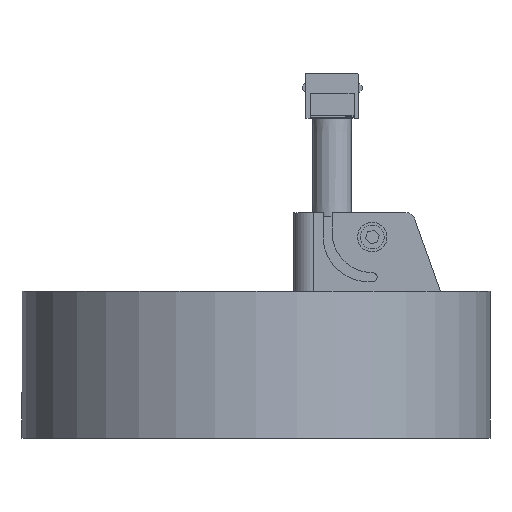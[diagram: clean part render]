
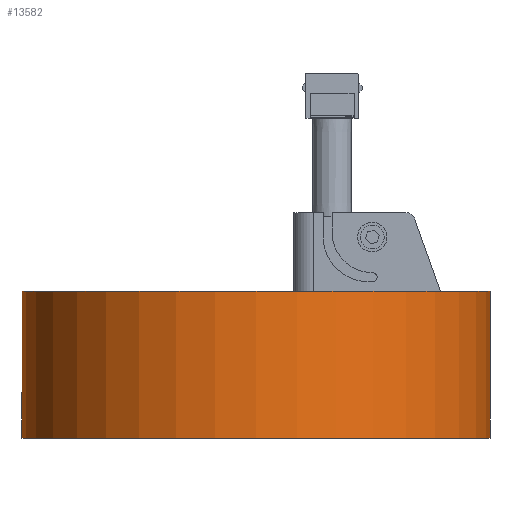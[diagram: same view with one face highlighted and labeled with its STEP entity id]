
A CAD part, left-side view. The second image highlights one B-rep face of the part: STEP entity #13582.
In plain terms, the highlighted cylindrical face has radius 47.715 mm (diameter 95.43 mm), a full revolution.
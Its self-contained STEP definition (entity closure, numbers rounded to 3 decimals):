
#1437=FACE_OUTER_BOUND('',#2210,.T.);
#2210=EDGE_LOOP('',(#12114,#12115,#12116,#12117));
#3683=LINE('',#22039,#5140);
#5140=VECTOR('',#17922,47.715);
#5668=CIRCLE('',#14716,47.715);
#5669=CIRCLE('',#14717,47.715);
#6828=VERTEX_POINT('',#22036);
#6829=VERTEX_POINT('',#22038);
#8652=EDGE_CURVE('',#6828,#6828,#5668,.T.);
#8653=EDGE_CURVE('',#6828,#6829,#3683,.T.);
#8654=EDGE_CURVE('',#6829,#6829,#5669,.T.);
#12114=ORIENTED_EDGE('',*,*,#8652,.F.);
#12115=ORIENTED_EDGE('',*,*,#8653,.T.);
#12116=ORIENTED_EDGE('',*,*,#8654,.T.);
#12117=ORIENTED_EDGE('',*,*,#8653,.F.);
#13015=CYLINDRICAL_SURFACE('',#14715,47.715);
#13582=ADVANCED_FACE('',(#1437),#13015,.T.);
#14715=AXIS2_PLACEMENT_3D('',#22035,#17918,#17919);
#14716=AXIS2_PLACEMENT_3D('',#22037,#17920,#17921);
#14717=AXIS2_PLACEMENT_3D('',#22040,#17923,#17924);
#17918=DIRECTION('center_axis',(0.,0.,1.));
#17919=DIRECTION('ref_axis',(1.,0.,0.));
#17920=DIRECTION('center_axis',(0.,0.,1.));
#17921=DIRECTION('ref_axis',(1.,0.,0.));
#17922=DIRECTION('',(0.,0.,-1.));
#17923=DIRECTION('center_axis',(0.,0.,1.));
#17924=DIRECTION('ref_axis',(1.,0.,0.));
#22035=CARTESIAN_POINT('Origin',(0.,0.,0.));
#22036=CARTESIAN_POINT('',(-47.715,0.,29.95));
#22037=CARTESIAN_POINT('Origin',(0.,0.,29.95));
#22038=CARTESIAN_POINT('',(-47.715,0.,0.));
#22039=CARTESIAN_POINT('',(-47.715,0.,0.));
#22040=CARTESIAN_POINT('Origin',(0.,0.,0.));
